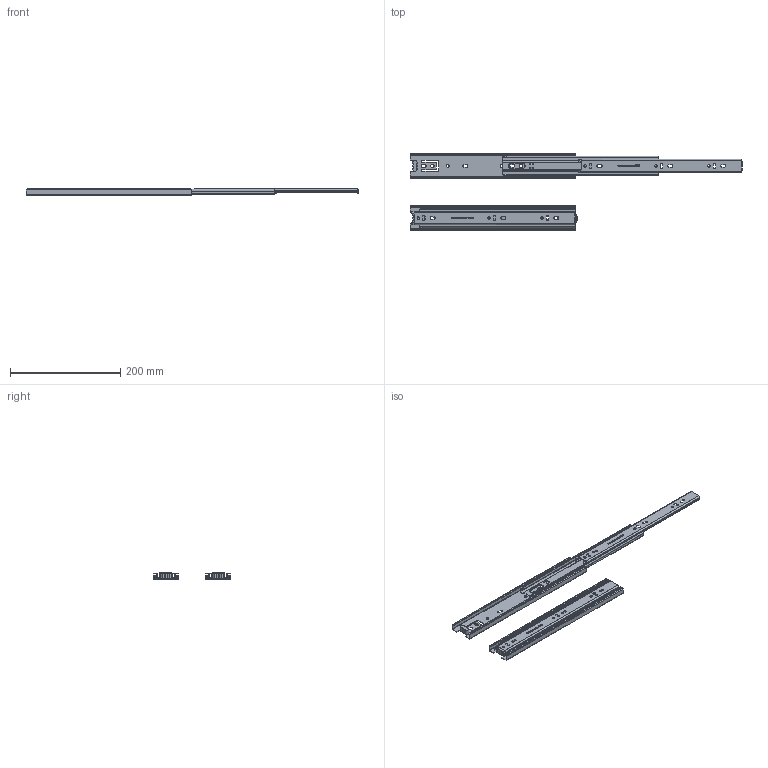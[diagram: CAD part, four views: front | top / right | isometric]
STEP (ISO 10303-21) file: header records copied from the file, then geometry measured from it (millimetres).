
FILE_DESCRIPTION (( 'STEP AP214' ), '1' );
FILE_NAME ('04338-Full Extension Drawer Slides Pair Zinc Plated 300mm 45kg Load.STEP', '2018-10-16T03:14:40', ( '' ), ( '' ), 'SwSTEP 2.0', 'SolidWorks 2018', '' );
FILE_SCHEMA (( 'AUTOMOTIVE_DESIGN' ));
Length unit declared in the file: millimetre
Products named in the file (4): 4338 - Inner Slide; 4338 - Outer Slide; 4338 - Middle Slide; 04338-Full Extension Drawer Slides Pair Zinc Plated 300mm 45kg Load
Assembly tree (6 placements, depth 2):
  04338-Full Extension Drawer Slides Pair Zinc Plated 300mm 45kg Load
    4338 - Outer Slide  x2
    4338 - Middle Slide  x2
    4338 - Inner Slide  x2
Bounding box: 603 x 139.68 x 12.3 mm (x, y, z)
Volume: 90254.4 mm3; surface area: 183247.2 mm2
Topology: 10 solids, 10 shells, 1300 faces, 3658 edges, 2408 vertices
Faces by surface type: plane 674, cylinder 318, bspline 308
Entity records: 29372 total; most frequent: CARTESIAN_POINT 12632, ORIENTED_EDGE 3654, DIRECTION 2915, EDGE_CURVE 1827, VERTEX_POINT 1204, VECTOR 1181, LINE 1181, AXIS2_PLACEMENT_3D 867
